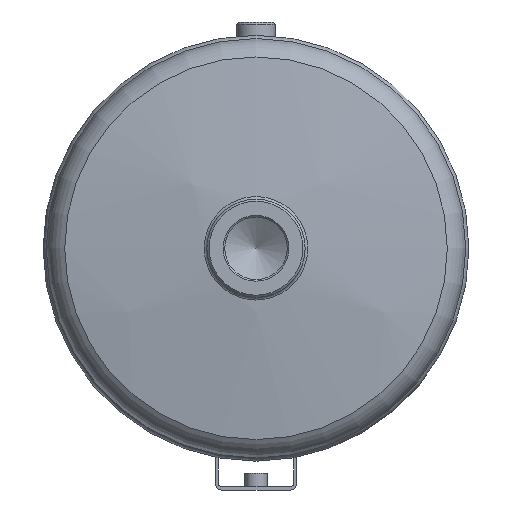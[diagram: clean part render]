
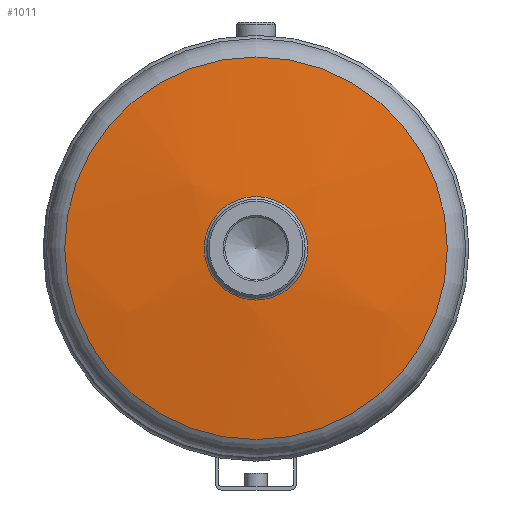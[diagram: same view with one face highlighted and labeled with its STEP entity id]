
A CAD part, left-side view. The second image highlights one B-rep face of the part: STEP entity #1011.
In plain terms, the highlighted spherical face has radius 994.647 mm.
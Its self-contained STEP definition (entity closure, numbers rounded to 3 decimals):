
#13=SPHERICAL_SURFACE($,#1143,994.647);
#212=FACE_BOUND($,#385,.T.);
#213=FACE_BOUND($,#386,.T.);
#385=EDGE_LOOP($,(#900));
#386=EDGE_LOOP($,(#901));
#473=CIRCLE($,#1142,46.886);
#474=CIRCLE($,#1144,173.318);
#569=VERTEX_POINT($,#1811);
#570=VERTEX_POINT($,#1814);
#689=EDGE_CURVE($,#569,#569,#473,.T.);
#690=EDGE_CURVE($,#570,#570,#474,.T.);
#900=ORIENTED_EDGE($,*,*,#689,.T.);
#901=ORIENTED_EDGE($,*,*,#690,.F.);
#1011=ADVANCED_FACE($,(#212,#213),#13,.T.);
#1142=AXIS2_PLACEMENT_3D($,#1812,#1448,#1449);
#1143=AXIS2_PLACEMENT_3D($,#1813,#1450,#1451);
#1144=AXIS2_PLACEMENT_3D($,#1815,#1452,#1453);
#1448=DIRECTION('center_axis',(1.,0.,0.));
#1449=DIRECTION('ref_axis',(0.,0.,-1.));
#1450=DIRECTION('center_axis',(0.,0.,1.));
#1451=DIRECTION('ref_axis',(1.,0.,0.));
#1452=DIRECTION('center_axis',(1.,0.,0.));
#1453=DIRECTION('ref_axis',(0.,0.,-1.));
#1811=CARTESIAN_POINT('',(-433.894,46.886,0.));
#1812=CARTESIAN_POINT('Origin',(-433.894,0.,0.));
#1813=CARTESIAN_POINT('Origin',(559.647,0.,0.));
#1814=CARTESIAN_POINT('',(-419.783,173.318,0.));
#1815=CARTESIAN_POINT('Origin',(-419.783,0.,0.));
